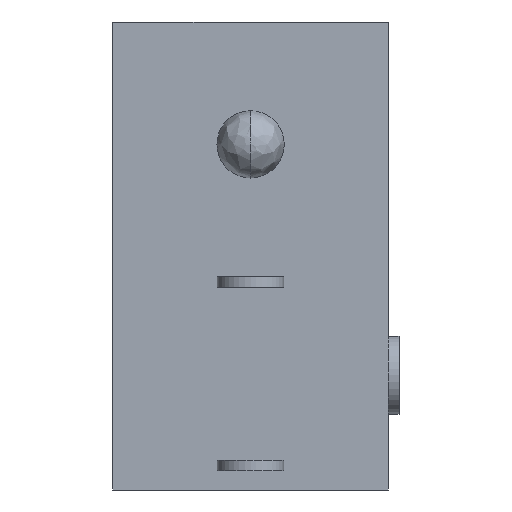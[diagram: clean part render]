
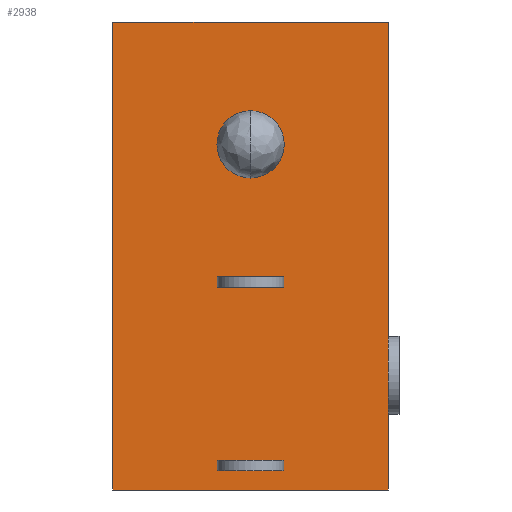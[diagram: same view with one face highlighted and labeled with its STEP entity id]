
A CAD part, front view. The second image highlights one B-rep face of the part: STEP entity #2938.
In plain terms, the highlighted planar face has unit normal (0, -1, 0).
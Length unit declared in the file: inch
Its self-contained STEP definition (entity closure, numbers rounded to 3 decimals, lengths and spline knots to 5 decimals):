
#14 = EDGE_CURVE ( 'NONE', #1885, #1925, #545, .T. ) ;
#41 = EDGE_CURVE ( 'NONE', #1813, #1833, #526, .T. ) ;
#42 = EDGE_CURVE ( 'NONE', #1833, #1824, #527, .T. ) ;
#45 = EDGE_CURVE ( 'NONE', #1820, #1872, #507, .T. ) ;
#51 = EDGE_CURVE ( 'NONE', #1836, #1874, #485, .T. ) ;
#69 = EDGE_CURVE ( 'NONE', #1883, #1813, #512, .T. ) ;
#73 = EDGE_CURVE ( 'NONE', #1915, #1868, #511, .T. ) ;
#114 = EDGE_CURVE ( 'NONE', #1874, #1820, #1235, .T. ) ;
#135 = EDGE_CURVE ( 'NONE', #1872, #1836, #1261, .T. ) ;
#141 = EDGE_CURVE ( 'NONE', #1835, #1868, #1278, .T. ) ;
#144 = EDGE_CURVE ( 'NONE', #1869, #1862, #1284, .T. ) ;
#156 = EDGE_CURVE ( 'NONE', #1915, #1855, #1308, .T. ) ;
#158 = EDGE_CURVE ( 'NONE', #1869, #1835, #1303, .T. ) ;
#167 = EDGE_CURVE ( 'NONE', #1862, #1855, #1328, .T. ) ;
#174 = EDGE_CURVE ( 'NONE', #1824, #1883, #1340, .T. ) ;
#194 = EDGE_CURVE ( 'NONE', #1925, #1885, #1381, .T. ) ;
#197 = AXIS2_PLACEMENT_3D ( 'NONE', #1971, #1972, #1973 ) ;
#249 = AXIS2_PLACEMENT_3D ( 'NONE', #2368, #2388, #2389 ) ;
#281 = EDGE_LOOP ( 'NONE', ( #1461, #1518, #1539, #1513 ) ) ;
#284 = EDGE_LOOP ( 'NONE', ( #1585, #1512 ) ) ;
#285 = EDGE_LOOP ( 'NONE', ( #1561, #1548, #1541, #1538 ) ) ;
#308 = EDGE_LOOP ( 'NONE', ( #1540, #1531, #1576, #1558, #1525, #1507 ) ) ;
#450 = VECTOR ( 'NONE', #2112, 39.37008 ) ;
#460 = VECTOR ( 'NONE', #2040, 39.37008 ) ;
#470 = VECTOR ( 'NONE', #2104, 39.37008 ) ;
#484 = VECTOR ( 'NONE', #2059, 39.37008 ) ;
#485 = LINE ( 'NONE', #2058, #484 ) ;
#493 = VECTOR ( 'NONE', #2038, 39.37008 ) ;
#507 = LINE ( 'NONE', #2045, #525 ) ;
#511 = LINE ( 'NONE', #2111, #450 ) ;
#512 = LINE ( 'NONE', #2082, #470 ) ;
#525 = VECTOR ( 'NONE', #2046, 39.37008 ) ;
#526 = LINE ( 'NONE', #2032, #493 ) ;
#527 = LINE ( 'NONE', #2037, #460 ) ;
#545 = CIRCLE ( 'NONE', #197, 0.04331 ) ;
#771 = AXIS2_PLACEMENT_3D ( 'NONE', #1067, #1069, #1070 ) ;
#892 = FACE_BOUND ( 'NONE', #285, .T. ) ;
#894 = FACE_BOUND ( 'NONE', #284, .T. ) ;
#897 = FACE_BOUND ( 'NONE', #281, .T. ) ;
#899 = FACE_OUTER_BOUND ( 'NONE', #308, .T. ) ;
#1063 = PLANE ( 'NONE',  #771 ) ;
#1067 = CARTESIAN_POINT ( 'NONE',  ( -0.17717, -0.25591, 0. ) ) ;
#1069 = DIRECTION ( 'NONE',  ( 0., -1., 0. ) ) ;
#1070 = DIRECTION ( 'NONE',  ( 0., 0., -1. ) ) ;
#1235 = LINE ( 'NONE', #2212, #1236 ) ;
#1236 = VECTOR ( 'NONE', #2213, 39.37008 ) ;
#1261 = LINE ( 'NONE', #2258, #1268 ) ;
#1268 = VECTOR ( 'NONE', #2263, 39.37008 ) ;
#1278 = LINE ( 'NONE', #2276, #1279 ) ;
#1279 = VECTOR ( 'NONE', #2277, 39.37008 ) ;
#1284 = LINE ( 'NONE', #2282, #1285 ) ;
#1285 = VECTOR ( 'NONE', #2283, 39.37008 ) ;
#1301 = VECTOR ( 'NONE', #2312, 39.37008 ) ;
#1303 = LINE ( 'NONE', #2311, #1301 ) ;
#1308 = LINE ( 'NONE', #2307, #1309 ) ;
#1309 = VECTOR ( 'NONE', #2308, 39.37008 ) ;
#1328 = LINE ( 'NONE', #2330, #1329 ) ;
#1329 = VECTOR ( 'NONE', #2331, 39.37008 ) ;
#1340 = LINE ( 'NONE', #2346, #1341 ) ;
#1341 = VECTOR ( 'NONE', #2347, 39.37008 ) ;
#1381 = CIRCLE ( 'NONE', #249, 0.04331 ) ;
#1461 = ORIENTED_EDGE ( 'NONE', *, *, #51, .T. ) ;
#1507 = ORIENTED_EDGE ( 'NONE', *, *, #156, .F. ) ;
#1512 = ORIENTED_EDGE ( 'NONE', *, *, #194, .T. ) ;
#1513 = ORIENTED_EDGE ( 'NONE', *, *, #135, .T. ) ;
#1518 = ORIENTED_EDGE ( 'NONE', *, *, #114, .T. ) ;
#1525 = ORIENTED_EDGE ( 'NONE', *, *, #167, .T. ) ;
#1531 = ORIENTED_EDGE ( 'NONE', *, *, #141, .F. ) ;
#1538 = ORIENTED_EDGE ( 'NONE', *, *, #42, .T. ) ;
#1539 = ORIENTED_EDGE ( 'NONE', *, *, #45, .T. ) ;
#1540 = ORIENTED_EDGE ( 'NONE', *, *, #73, .T. ) ;
#1541 = ORIENTED_EDGE ( 'NONE', *, *, #41, .T. ) ;
#1548 = ORIENTED_EDGE ( 'NONE', *, *, #69, .T. ) ;
#1558 = ORIENTED_EDGE ( 'NONE', *, *, #144, .T. ) ;
#1561 = ORIENTED_EDGE ( 'NONE', *, *, #174, .T. ) ;
#1576 = ORIENTED_EDGE ( 'NONE', *, *, #158, .F. ) ;
#1585 = ORIENTED_EDGE ( 'NONE', *, *, #14, .T. ) ;
#1813 = VERTEX_POINT ( 'NONE', #2391 ) ;
#1820 = VERTEX_POINT ( 'NONE', #2412 ) ;
#1824 = VERTEX_POINT ( 'NONE', #2416 ) ;
#1833 = VERTEX_POINT ( 'NONE', #2425 ) ;
#1835 = VERTEX_POINT ( 'NONE', #2427 ) ;
#1836 = VERTEX_POINT ( 'NONE', #2428 ) ;
#1855 = VERTEX_POINT ( 'NONE', #2447 ) ;
#1862 = VERTEX_POINT ( 'NONE', #2454 ) ;
#1868 = VERTEX_POINT ( 'NONE', #2460 ) ;
#1869 = VERTEX_POINT ( 'NONE', #2461 ) ;
#1872 = VERTEX_POINT ( 'NONE', #2464 ) ;
#1874 = VERTEX_POINT ( 'NONE', #2466 ) ;
#1883 = VERTEX_POINT ( 'NONE', #2475 ) ;
#1885 = VERTEX_POINT ( 'NONE', #2477 ) ;
#1915 = VERTEX_POINT ( 'NONE', #2507 ) ;
#1925 = VERTEX_POINT ( 'NONE', #2517 ) ;
#1971 = CARTESIAN_POINT ( 'NONE',  ( 0., -0.25591, -0.15748 ) ) ;
#1972 = DIRECTION ( 'NONE',  ( 0., 1., 0. ) ) ;
#1973 = DIRECTION ( 'NONE',  ( 0., 0., 1. ) ) ;
#2032 = CARTESIAN_POINT ( 'NONE',  ( 0., -0.25591, -0.32765 ) ) ;
#2037 = CARTESIAN_POINT ( 'NONE',  ( 0.04291, -0.25591, -0.33465 ) ) ;
#2038 = DIRECTION ( 'NONE',  ( 1., 0., 0. ) ) ;
#2040 = DIRECTION ( 'NONE',  ( 0., 0., -1. ) ) ;
#2045 = CARTESIAN_POINT ( 'NONE',  ( 0., -0.25591, -0.56387 ) ) ;
#2046 = DIRECTION ( 'NONE',  ( 1., 0., 0. ) ) ;
#2058 = CARTESIAN_POINT ( 'NONE',  ( 0., -0.25591, -0.57787 ) ) ;
#2059 = DIRECTION ( 'NONE',  ( -1., 0., 0. ) ) ;
#2082 = CARTESIAN_POINT ( 'NONE',  ( -0.04291, -0.25591, -0.33465 ) ) ;
#2104 = DIRECTION ( 'NONE',  ( 0., 0., 1. ) ) ;
#2111 = CARTESIAN_POINT ( 'NONE',  ( 0.17717, -0.25591, -0.30118 ) ) ;
#2112 = DIRECTION ( 'NONE',  ( 0., 0., 1. ) ) ;
#2212 = CARTESIAN_POINT ( 'NONE',  ( -0.04291, -0.25591, -0.57087 ) ) ;
#2213 = DIRECTION ( 'NONE',  ( 0., 0., 1. ) ) ;
#2258 = CARTESIAN_POINT ( 'NONE',  ( 0.04291, -0.25591, -0.57087 ) ) ;
#2263 = DIRECTION ( 'NONE',  ( 0., 0., -1. ) ) ;
#2276 = CARTESIAN_POINT ( 'NONE',  ( 0.17717, -0.25591, -0.30118 ) ) ;
#2277 = DIRECTION ( 'NONE',  ( 0., 0., -1. ) ) ;
#2282 = CARTESIAN_POINT ( 'NONE',  ( -0.17717, -0.25591, -0.30118 ) ) ;
#2283 = DIRECTION ( 'NONE',  ( 0., 0., -1. ) ) ;
#2307 = CARTESIAN_POINT ( 'NONE',  ( 0.17717, -0.25591, -0.30118 ) ) ;
#2308 = DIRECTION ( 'NONE',  ( 0., 0., -1. ) ) ;
#2311 = CARTESIAN_POINT ( 'NONE',  ( 0., -0.25591, 0. ) ) ;
#2312 = DIRECTION ( 'NONE',  ( 1., 0., 0. ) ) ;
#2330 = CARTESIAN_POINT ( 'NONE',  ( 0., -0.25591, -0.60236 ) ) ;
#2331 = DIRECTION ( 'NONE',  ( 1., 0., 0. ) ) ;
#2346 = CARTESIAN_POINT ( 'NONE',  ( 0., -0.25591, -0.34165 ) ) ;
#2347 = DIRECTION ( 'NONE',  ( -1., 0., 0. ) ) ;
#2368 = CARTESIAN_POINT ( 'NONE',  ( 0., -0.25591, -0.15748 ) ) ;
#2388 = DIRECTION ( 'NONE',  ( 0., 1., 0. ) ) ;
#2389 = DIRECTION ( 'NONE',  ( 0., 0., 1. ) ) ;
#2391 = CARTESIAN_POINT ( 'NONE',  ( -0.04291, -0.25591, -0.32765 ) ) ;
#2412 = CARTESIAN_POINT ( 'NONE',  ( -0.04291, -0.25591, -0.56387 ) ) ;
#2416 = CARTESIAN_POINT ( 'NONE',  ( 0.04291, -0.25591, -0.34165 ) ) ;
#2425 = CARTESIAN_POINT ( 'NONE',  ( 0.04291, -0.25591, -0.32765 ) ) ;
#2427 = CARTESIAN_POINT ( 'NONE',  ( 0.17717, -0.25591, 0. ) ) ;
#2428 = CARTESIAN_POINT ( 'NONE',  ( 0.04291, -0.25591, -0.57787 ) ) ;
#2447 = CARTESIAN_POINT ( 'NONE',  ( 0.17717, -0.25591, -0.60236 ) ) ;
#2454 = CARTESIAN_POINT ( 'NONE',  ( -0.17717, -0.25591, -0.60236 ) ) ;
#2460 = CARTESIAN_POINT ( 'NONE',  ( 0.17717, -0.25591, -0.40472 ) ) ;
#2461 = CARTESIAN_POINT ( 'NONE',  ( -0.17717, -0.25591, 0. ) ) ;
#2464 = CARTESIAN_POINT ( 'NONE',  ( 0.04291, -0.25591, -0.56387 ) ) ;
#2466 = CARTESIAN_POINT ( 'NONE',  ( -0.04291, -0.25591, -0.57787 ) ) ;
#2475 = CARTESIAN_POINT ( 'NONE',  ( -0.04291, -0.25591, -0.34165 ) ) ;
#2477 = CARTESIAN_POINT ( 'NONE',  ( 0., -0.25591, -0.11417 ) ) ;
#2507 = CARTESIAN_POINT ( 'NONE',  ( 0.17717, -0.25591, -0.50472 ) ) ;
#2517 = CARTESIAN_POINT ( 'NONE',  ( 0., -0.25591, -0.20079 ) ) ;
#2938 = ADVANCED_FACE ( 'NONE', ( #894, #892, #897, #899 ), #1063, .T. ) ;
